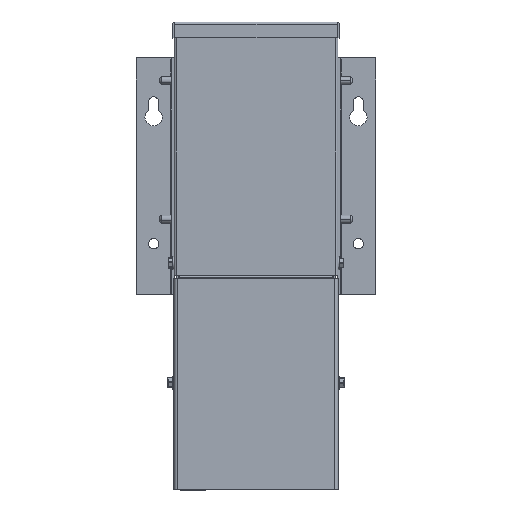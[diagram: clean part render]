
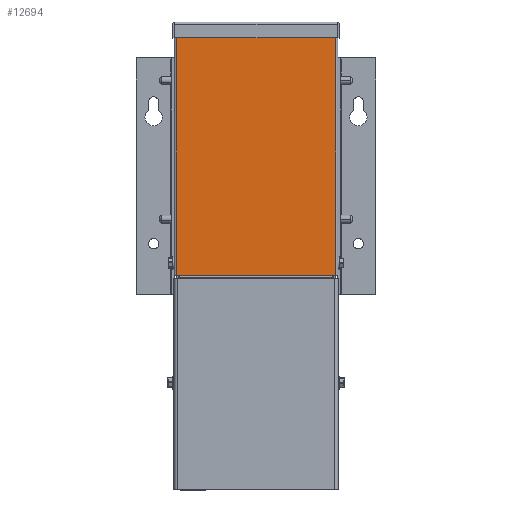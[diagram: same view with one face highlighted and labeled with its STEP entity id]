
A CAD part, top view. The second image highlights one B-rep face of the part: STEP entity #12694.
In plain terms, the highlighted planar face has unit normal (0, 0, 1).
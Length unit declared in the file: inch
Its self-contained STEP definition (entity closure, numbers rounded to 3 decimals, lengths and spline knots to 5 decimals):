
#1075 = ORIENTED_EDGE ( 'NONE', *, *, #13539, .T. ) ;
#1076 = ORIENTED_EDGE ( 'NONE', *, *, #13540, .T. ) ;
#1077 = ORIENTED_EDGE ( 'NONE', *, *, #13541, .T. ) ;
#1078 = ORIENTED_EDGE ( 'NONE', *, *, #13542, .T. ) ;
#1809 = VERTEX_POINT ( 'NONE', #4539 ) ;
#1821 = VERTEX_POINT ( 'NONE', #4551 ) ;
#1825 = VERTEX_POINT ( 'NONE', #4555 ) ;
#1838 = VERTEX_POINT ( 'NONE', #4568 ) ;
#3250 = EDGE_LOOP ( 'NONE', ( #1075, #1076, #1077, #1078 ) ) ;
#3931 = FACE_OUTER_BOUND ( 'NONE', #3250, .T. ) ;
#4539 = CARTESIAN_POINT ( 'NONE',  ( 3.1602, -5., 0. ) ) ;
#4551 = CARTESIAN_POINT ( 'NONE',  ( 3.1602, 5., 0. ) ) ;
#4555 = CARTESIAN_POINT ( 'NONE',  ( -3.1602, 5., 0. ) ) ;
#4568 = CARTESIAN_POINT ( 'NONE',  ( -3.1602, -5., 0. ) ) ;
#6433 = AXIS2_PLACEMENT_3D ( 'NONE', #6991, #6996, #6997 ) ;
#6990 = PLANE ( 'NONE',  #6433 ) ;
#6991 = CARTESIAN_POINT ( 'NONE',  ( 0., 0., 0. ) ) ;
#6996 = DIRECTION ( 'NONE',  ( 0., 0., 1. ) ) ;
#6997 = DIRECTION ( 'NONE',  ( 1., 0., 0. ) ) ;
#9930 = LINE ( 'NONE', #11810, #9936 ) ;
#9932 = LINE ( 'NONE', #11813, #9938 ) ;
#9936 = VECTOR ( 'NONE', #11816, 39.37008 ) ;
#9937 = LINE ( 'NONE', #11819, #9940 ) ;
#9938 = VECTOR ( 'NONE', #11818, 39.37008 ) ;
#9939 = LINE ( 'NONE', #11821, #9942 ) ;
#9940 = VECTOR ( 'NONE', #11820, 39.37008 ) ;
#9942 = VECTOR ( 'NONE', #11822, 39.37008 ) ;
#11810 = CARTESIAN_POINT ( 'NONE',  ( -3.25, -5., 0. ) ) ;
#11813 = CARTESIAN_POINT ( 'NONE',  ( 3.1602, -5., 0. ) ) ;
#11816 = DIRECTION ( 'NONE',  ( 1., 0., 0. ) ) ;
#11818 = DIRECTION ( 'NONE',  ( 0., 1., 0. ) ) ;
#11819 = CARTESIAN_POINT ( 'NONE',  ( -3.25, 5., 0. ) ) ;
#11820 = DIRECTION ( 'NONE',  ( -1., 0., 0. ) ) ;
#11821 = CARTESIAN_POINT ( 'NONE',  ( -3.1602, 5., 0. ) ) ;
#11822 = DIRECTION ( 'NONE',  ( 0., -1., 0. ) ) ;
#12694 = ADVANCED_FACE ( 'NONE', ( #3931 ), #6990, .T. ) ;
#13539 = EDGE_CURVE ( 'NONE', #1838, #1809, #9930, .T. ) ;
#13540 = EDGE_CURVE ( 'NONE', #1809, #1821, #9932, .T. ) ;
#13541 = EDGE_CURVE ( 'NONE', #1821, #1825, #9937, .T. ) ;
#13542 = EDGE_CURVE ( 'NONE', #1825, #1838, #9939, .T. ) ;
